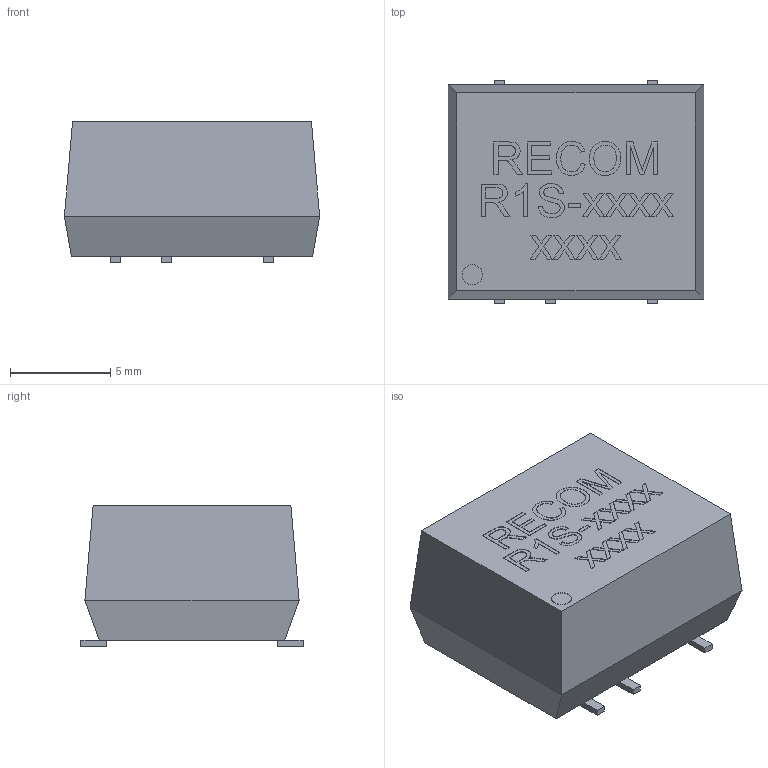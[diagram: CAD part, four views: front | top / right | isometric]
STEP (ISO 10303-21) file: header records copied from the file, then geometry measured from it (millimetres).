
FILE_DESCRIPTION(('STEP AP242'),'1');
FILE_NAME('r1s-0505.stp','2019-06-05T18:45:26',('TraceParts'),('TraceParts S.A.'),'Spatial InterOp 3D',' ',' ');
FILE_SCHEMA(('AP242_MANAGED_MODEL_BASED_3D_ENGINEERING_MIM_LF {1 0 10303 442 1 1 4}'));
Length unit declared in the file: millimetre
Products named in the file (1): r1s-0505
Bounding box: 12.75 x 11.1 x 7 mm (x, y, z)
Volume: 845.1 mm3; surface area: 548.5 mm2
Topology: 1 solids, 1 shells, 322 faces, 887 edges, 588 vertices
Faces by surface type: plane 179, extrusion 141, cylinder 2
Entity records: 20059 total; most frequent: CARTESIAN_POINT 10496, ORIENTED_EDGE 1774, EDGE_CURVE 887, DIRECTION 773, B_SPLINE_CURVE_WITH_KNOTS 764, VERTEX_POINT 588, VECTOR 401, EDGE_LOOP 343
